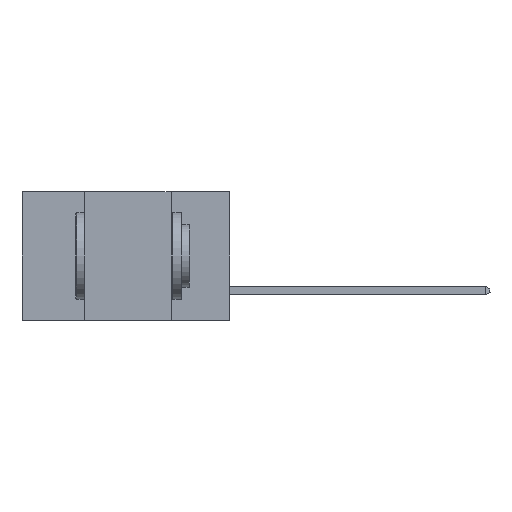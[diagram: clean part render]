
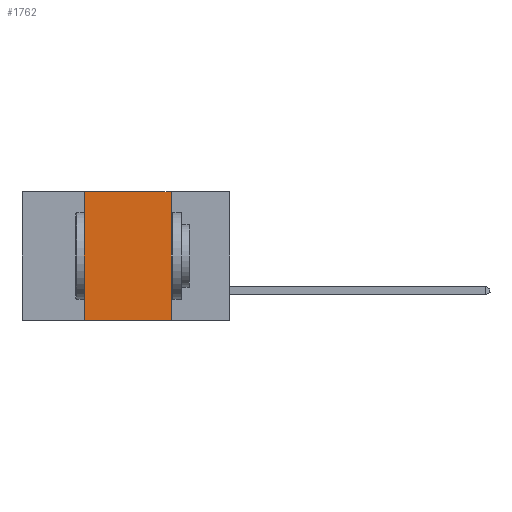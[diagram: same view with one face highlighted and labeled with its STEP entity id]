
A CAD part, left-side view. The second image highlights one B-rep face of the part: STEP entity #1762.
In plain terms, the highlighted planar face has unit normal (-1, 0, 0).
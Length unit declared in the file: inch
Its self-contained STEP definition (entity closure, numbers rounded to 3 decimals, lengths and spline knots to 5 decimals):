
#948 = CARTESIAN_POINT ( 'NONE',  ( 0., 0.42, 0. ) ) ;
#1762 = ADVANCED_FACE ( 'NONE', ( #7451 ), #5344, .F. ) ;
#2540 = DIRECTION ( 'NONE',  ( 0., -1., 0. ) ) ;
#2614 = DIRECTION ( 'NONE',  ( 0., -1., 0. ) ) ;
#5195 = CARTESIAN_POINT ( 'NONE',  ( 0., 0.6, 0. ) ) ;
#5344 = PLANE ( 'NONE',  #20731 ) ;
#5683 = CARTESIAN_POINT ( 'NONE',  ( 0., 0.17, -0.37 ) ) ;
#7032 = LINE ( 'NONE', #16441, #19510 ) ;
#7451 = FACE_OUTER_BOUND ( 'NONE', #13790, .T. ) ;
#7454 = ORIENTED_EDGE ( 'NONE', *, *, #15012, .F. ) ;
#8951 = VECTOR ( 'NONE', #16081, 39.37008 ) ;
#9356 = LINE ( 'NONE', #16379, #13324 ) ;
#11296 = LINE ( 'NONE', #25076, #8951 ) ;
#12219 = DIRECTION ( 'NONE',  ( 0., 0., -1. ) ) ;
#13324 = VECTOR ( 'NONE', #2614, 39.37008 ) ;
#13790 = EDGE_LOOP ( 'NONE', ( #27643, #7454, #14598, #20311 ) ) ;
#14146 = VECTOR ( 'NONE', #16408, 39.37008 ) ;
#14463 = CARTESIAN_POINT ( 'NONE',  ( 0., 0.42, 0. ) ) ;
#14598 = ORIENTED_EDGE ( 'NONE', *, *, #22003, .F. ) ;
#15012 = EDGE_CURVE ( 'NONE', #16450, #19893, #7032, .T. ) ;
#15218 = VERTEX_POINT ( 'NONE', #5683 ) ;
#15939 = EDGE_CURVE ( 'NONE', #21426, #15218, #9356, .T. ) ;
#16081 = DIRECTION ( 'NONE',  ( 0., 0., -1. ) ) ;
#16379 = CARTESIAN_POINT ( 'NONE',  ( 0., 0.6, -0.37 ) ) ;
#16408 = DIRECTION ( 'NONE',  ( 0., 0., 1. ) ) ;
#16441 = CARTESIAN_POINT ( 'NONE',  ( 0., 0.6, 0. ) ) ;
#16450 = VERTEX_POINT ( 'NONE', #948 ) ;
#18807 = LINE ( 'NONE', #14463, #14146 ) ;
#19510 = VECTOR ( 'NONE', #2540, 39.37008 ) ;
#19893 = VERTEX_POINT ( 'NONE', #24001 ) ;
#20311 = ORIENTED_EDGE ( 'NONE', *, *, #15939, .T. ) ;
#20731 = AXIS2_PLACEMENT_3D ( 'NONE', #5195, #25851, #12219 ) ;
#21426 = VERTEX_POINT ( 'NONE', #25212 ) ;
#22003 = EDGE_CURVE ( 'NONE', #21426, #16450, #18807, .T. ) ;
#23336 = EDGE_CURVE ( 'NONE', #19893, #15218, #11296, .T. ) ;
#24001 = CARTESIAN_POINT ( 'NONE',  ( 0., 0.17, 0. ) ) ;
#25076 = CARTESIAN_POINT ( 'NONE',  ( 0., 0.17, 0. ) ) ;
#25212 = CARTESIAN_POINT ( 'NONE',  ( 0., 0.42, -0.37 ) ) ;
#25851 = DIRECTION ( 'NONE',  ( 1., 0., 0. ) ) ;
#27643 = ORIENTED_EDGE ( 'NONE', *, *, #23336, .F. ) ;
